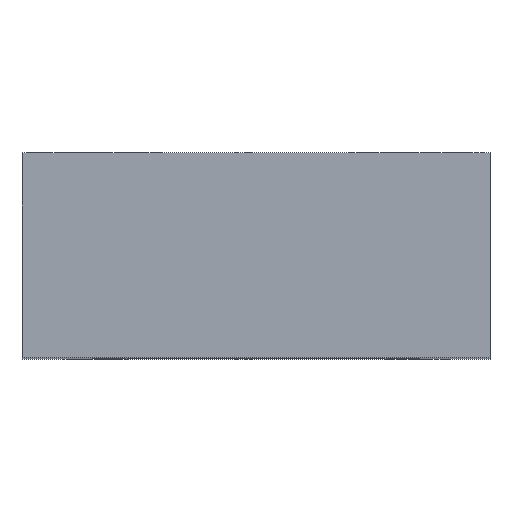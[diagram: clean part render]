
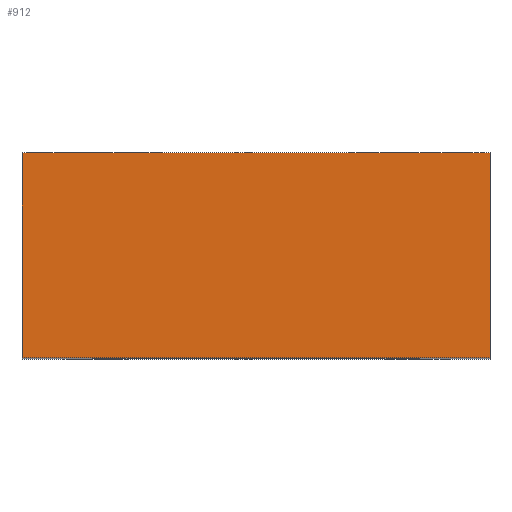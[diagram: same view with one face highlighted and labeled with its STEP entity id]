
A CAD part, top view. The second image highlights one B-rep face of the part: STEP entity #912.
In plain terms, the highlighted planar face has unit normal (0, 0, 1).
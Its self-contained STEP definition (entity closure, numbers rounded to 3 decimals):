
#51=PLANE('',#1027);
#131=FACE_OUTER_BOUND('',#189,.T.);
#189=EDGE_LOOP('',(#840,#841,#842,#843));
#227=LINE('',#1388,#309);
#234=LINE('',#1405,#316);
#256=LINE('',#1494,#338);
#280=LINE('',#1568,#362);
#309=VECTOR('',#1099,10.);
#316=VECTOR('',#1112,10.);
#338=VECTOR('',#1184,10.);
#362=VECTOR('',#1274,10.);
#398=VERTEX_POINT('',#1385);
#399=VERTEX_POINT('',#1387);
#406=VERTEX_POINT('',#1403);
#432=VERTEX_POINT('',#1493);
#491=EDGE_CURVE('',#398,#399,#227,.T.);
#500=EDGE_CURVE('',#406,#398,#234,.T.);
#538=EDGE_CURVE('',#432,#399,#256,.T.);
#574=EDGE_CURVE('',#406,#432,#280,.T.);
#840=ORIENTED_EDGE('',*,*,#574,.T.);
#841=ORIENTED_EDGE('',*,*,#538,.T.);
#842=ORIENTED_EDGE('',*,*,#491,.F.);
#843=ORIENTED_EDGE('',*,*,#500,.F.);
#912=ADVANCED_FACE('',(#131),#51,.T.);
#1027=AXIS2_PLACEMENT_3D('',#1586,#1294,#1295);
#1099=DIRECTION('',(1.,0.,0.));
#1112=DIRECTION('',(0.,1.,0.));
#1184=DIRECTION('',(0.,1.,0.));
#1274=DIRECTION('',(1.,0.,0.));
#1294=DIRECTION('center_axis',(0.,0.,1.));
#1295=DIRECTION('ref_axis',(1.,0.,0.));
#1385=CARTESIAN_POINT('',(-8.,7.,16.));
#1387=CARTESIAN_POINT('',(8.,7.,16.));
#1388=CARTESIAN_POINT('',(-8.,7.,16.));
#1403=CARTESIAN_POINT('',(-8.,0.,16.));
#1405=CARTESIAN_POINT('',(-8.,0.,16.));
#1493=CARTESIAN_POINT('',(8.,0.,16.));
#1494=CARTESIAN_POINT('',(8.,0.,16.));
#1568=CARTESIAN_POINT('',(-8.,0.,16.));
#1586=CARTESIAN_POINT('Origin',(-8.,0.,16.));
